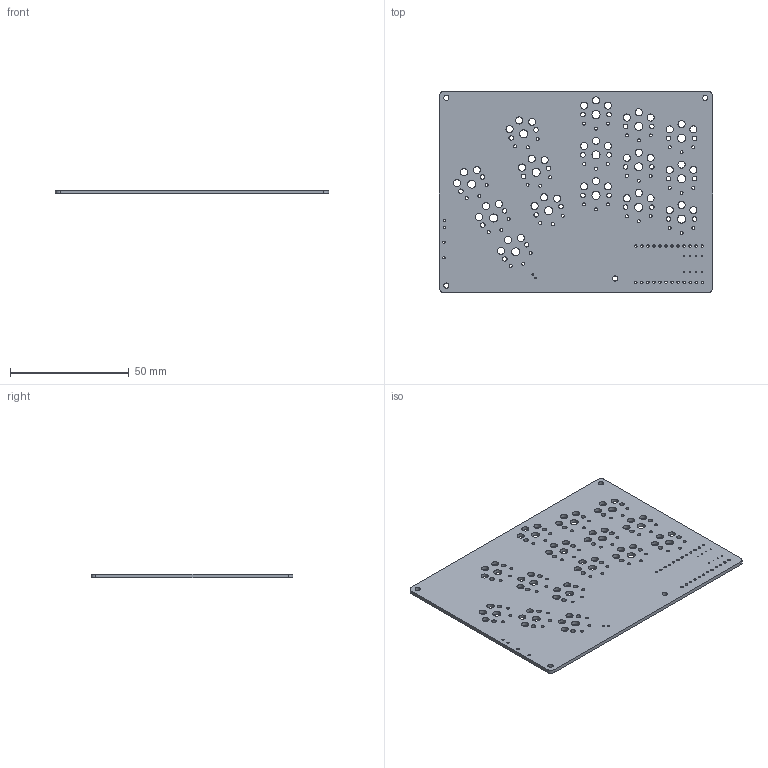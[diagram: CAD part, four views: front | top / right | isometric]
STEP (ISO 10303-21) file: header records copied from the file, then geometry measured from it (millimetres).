
FILE_DESCRIPTION(('KiCad electronic assembly'),'2;1');
FILE_NAME('aphelo30.step','2026-01-03T22:10:38',('Pcbnew'),('Kicad'), 'Open CASCADE STEP processor 7.9','KiCad to STEP converter','Unknown' );
FILE_SCHEMA(('AUTOMOTIVE_DESIGN { 1 0 10303 214 1 1 1 1 }'));
Length unit declared in the file: millimetre
Products named in the file (2): aphelo30 1; aphelo30_PCB
Assembly tree (1 placements, depth 2):
  aphelo30 1
    aphelo30_PCB
Bounding box: 115 x 85 x 1.51 mm (x, y, z)
Volume: 13796 mm3; surface area: 20491.5 mm2
Topology: 1 solids, 1 shells, 187 faces, 555 edges, 370 vertices
Faces by surface type: cylinder 181, plane 6
Full cylindrical faces by diameter (mm): 0.4 x8, 0.75 x2, 0.9 x2, 1 x26, 1.27 x45, 1.9 x30, 2.2 x4, 3 x45, 3.4 x15
Entity records: 7236 total; most frequent: DIRECTION 1295, CARTESIAN_POINT 1114, ORIENTED_EDGE 1110, EDGE_CURVE 555, AXIS2_PLACEMENT_3D 551, FACE_BOUND 541, EDGE_LOOP 541, VERTEX_POINT 370
